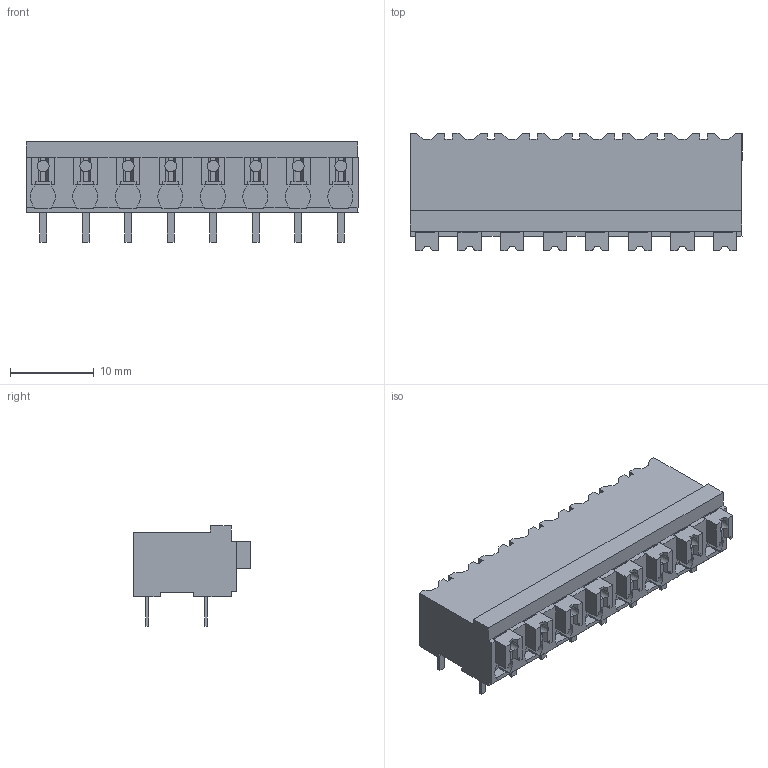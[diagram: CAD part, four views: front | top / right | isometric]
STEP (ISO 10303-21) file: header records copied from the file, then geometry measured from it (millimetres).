
FILE_DESCRIPTION(('CATIA V5 STEP Exchange','CAx-IF Rec.Pracs.--- Model Styling and Organization---1.2---2011-12-15'),'2;1');
FILE_NAME ('D1458123_0', '2018-03-15T09:40:25+00:00', ('none'), ('Weidmueller'), 'CATIA Version 5-6 Release 2014', 'CATIA V5 STEP AP214', 'none');
FILE_SCHEMA(('AUTOMOTIVE_DESIGN { 1 0 10303 214 1 1 1 1 }'));
Length unit declared in the file: millimetre
Products named in the file (1): 1875510000
Bounding box: 39.66 x 14 x 12 mm (x, y, z)
Volume: 3412.5 mm3; surface area: 3015.4 mm2
Topology: 25 solids, 25 shells, 676 faces, 1993 edges, 1359 vertices
Faces by surface type: plane 612, cylinder 64
Entity records: 20405 total; most frequent: ORIENTED_EDGE 3986, CARTESIAN_POINT 3857, DIRECTION 2529, EDGE_CURVE 1993, VECTOR 1825, LINE 1825, VERTEX_POINT 1359, EDGE_LOOP 684
